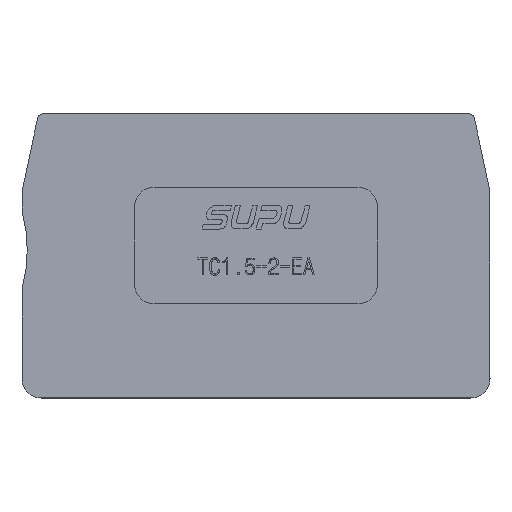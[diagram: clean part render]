
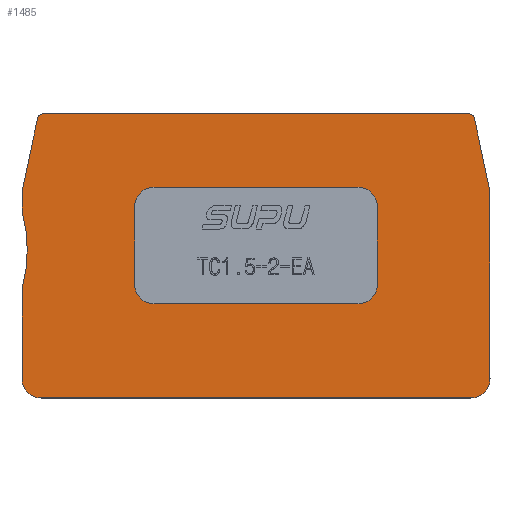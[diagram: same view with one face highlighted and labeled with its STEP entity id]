
A CAD part, top view. The second image highlights one B-rep face of the part: STEP entity #1485.
In plain terms, the highlighted planar face has unit normal (0, 0, 1).
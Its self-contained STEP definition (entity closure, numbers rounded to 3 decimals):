
#1485=ADVANCED_FACE('',(#3094,#3095),#2040,.T.);
#2040=PLANE('',#11866);
#3094=FACE_BOUND('',#3674,.T.);
#3095=FACE_BOUND('',#3675,.T.);
#3674=EDGE_LOOP('',(#6951,#6952,#6953,#6954,#6955,#6956,#6957,#6958,#6959,
#6960,#6961,#6962));
#3675=EDGE_LOOP('',(#6963,#6964,#6965,#6966,#6967,#6968,#6969,#6970));
#3711=CIRCLE('',#11321,0.5);
#3713=CIRCLE('',#11326,15.);
#3715=CIRCLE('',#11329,0.5);
#3718=CIRCLE('',#11334,2.);
#3720=CIRCLE('',#11337,2.);
#3721=CIRCLE('',#11340,2.);
#3722=CIRCLE('',#11343,2.);
#3723=CIRCLE('',#11346,2.);
#3724=CIRCLE('',#11349,2.);
#6951=ORIENTED_EDGE('',*,*,#9852,.T.);
#6952=ORIENTED_EDGE('',*,*,#8766,.F.);
#6953=ORIENTED_EDGE('',*,*,#8773,.F.);
#6954=ORIENTED_EDGE('',*,*,#8758,.F.);
#6955=ORIENTED_EDGE('',*,*,#8775,.F.);
#6956=ORIENTED_EDGE('',*,*,#8771,.F.);
#6957=ORIENTED_EDGE('',*,*,#8786,.T.);
#6958=ORIENTED_EDGE('',*,*,#8761,.F.);
#6959=ORIENTED_EDGE('',*,*,#8784,.T.);
#6960=ORIENTED_EDGE('',*,*,#8753,.F.);
#6961=ORIENTED_EDGE('',*,*,#8781,.F.);
#6962=ORIENTED_EDGE('',*,*,#8778,.F.);
#6963=ORIENTED_EDGE('',*,*,#8787,.F.);
#6964=ORIENTED_EDGE('',*,*,#8802,.F.);
#6965=ORIENTED_EDGE('',*,*,#8800,.F.);
#6966=ORIENTED_EDGE('',*,*,#8798,.F.);
#6967=ORIENTED_EDGE('',*,*,#8796,.F.);
#6968=ORIENTED_EDGE('',*,*,#8794,.F.);
#6969=ORIENTED_EDGE('',*,*,#8792,.F.);
#6970=ORIENTED_EDGE('',*,*,#8790,.F.);
#7631=VERTEX_POINT('',#16505);
#7632=VERTEX_POINT('',#16506);
#7636=VERTEX_POINT('',#16515);
#7637=VERTEX_POINT('',#16517);
#7639=VERTEX_POINT('',#16523);
#7640=VERTEX_POINT('',#16524);
#7644=VERTEX_POINT('',#16533);
#7645=VERTEX_POINT('',#16535);
#7649=VERTEX_POINT('',#16544);
#7650=VERTEX_POINT('',#16546);
#7651=VERTEX_POINT('',#16556);
#7653=VERTEX_POINT('',#16559);
#7655=VERTEX_POINT('',#16574);
#7656=VERTEX_POINT('',#16575);
#7657=VERTEX_POINT('',#16580);
#7658=VERTEX_POINT('',#16584);
#7659=VERTEX_POINT('',#16588);
#7660=VERTEX_POINT('',#16592);
#7661=VERTEX_POINT('',#16596);
#7662=VERTEX_POINT('',#16600);
#8753=EDGE_CURVE('',#7631,#7632,#9949,.T.);
#8758=EDGE_CURVE('',#7636,#7637,#9954,.T.);
#8761=EDGE_CURVE('',#7639,#7640,#9957,.T.);
#8766=EDGE_CURVE('',#7644,#7645,#3711,.T.);
#8771=EDGE_CURVE('',#7649,#7650,#9965,.T.);
#8773=EDGE_CURVE('',#7637,#7644,#9967,.T.);
#8775=EDGE_CURVE('',#7650,#7636,#3713,.T.);
#8778=EDGE_CURVE('',#7651,#7653,#3715,.T.);
#8781=EDGE_CURVE('',#7653,#7631,#9971,.T.);
#8784=EDGE_CURVE('',#7639,#7632,#3718,.T.);
#8786=EDGE_CURVE('',#7649,#7640,#3720,.T.);
#8787=EDGE_CURVE('',#7655,#7656,#9973,.T.);
#8790=EDGE_CURVE('',#7656,#7657,#3721,.T.);
#8792=EDGE_CURVE('',#7657,#7658,#9977,.T.);
#8794=EDGE_CURVE('',#7658,#7659,#3722,.T.);
#8796=EDGE_CURVE('',#7659,#7660,#9980,.T.);
#8798=EDGE_CURVE('',#7660,#7661,#3723,.T.);
#8800=EDGE_CURVE('',#7661,#7662,#9983,.T.);
#8802=EDGE_CURVE('',#7662,#7655,#3724,.T.);
#9852=EDGE_CURVE('',#7651,#7645,#10539,.T.);
#9949=LINE('',#16504,#10636);
#9954=LINE('',#16516,#10641);
#9957=LINE('',#16522,#10644);
#9965=LINE('',#16545,#10652);
#9967=LINE('',#16549,#10654);
#9971=LINE('',#16564,#10658);
#9973=LINE('',#16573,#10660);
#9977=LINE('',#16583,#10664);
#9980=LINE('',#16591,#10667);
#9983=LINE('',#16599,#10670);
#10539=LINE('',#20689,#11250);
#10636=VECTOR('',#11942,1.);
#10641=VECTOR('',#11949,1.);
#10644=VECTOR('',#11954,1.);
#10652=VECTOR('',#11970,1.);
#10654=VECTOR('',#11974,1.);
#10658=VECTOR('',#11992,1.);
#10660=VECTOR('',#12008,1.);
#10664=VECTOR('',#12018,1.);
#10667=VECTOR('',#12027,1.);
#10670=VECTOR('',#12036,1.);
#11250=VECTOR('',#13650,1.);
#11321=AXIS2_PLACEMENT_3D('',#16534,#11961,#11962);
#11326=AXIS2_PLACEMENT_3D('',#16552,#11978,#11979);
#11329=AXIS2_PLACEMENT_3D('',#16558,#11985,#11986);
#11334=AXIS2_PLACEMENT_3D('',#16568,#11998,#11999);
#11337=AXIS2_PLACEMENT_3D('',#16571,#12004,#12005);
#11340=AXIS2_PLACEMENT_3D('',#16579,#12013,#12014);
#11343=AXIS2_PLACEMENT_3D('',#16587,#12022,#12023);
#11346=AXIS2_PLACEMENT_3D('',#16595,#12031,#12032);
#11349=AXIS2_PLACEMENT_3D('',#16603,#12040,#12041);
#11866=AXIS2_PLACEMENT_3D('',#20692,#13654,#13655);
#11942=DIRECTION('',(0.,-1.,0.));
#11949=DIRECTION('',(0.,1.,0.));
#11954=DIRECTION('',(-1.,0.,0.));
#11961=DIRECTION('',(0.,0.,-1.));
#11962=DIRECTION('',(1.,0.,0.));
#11970=DIRECTION('',(0.,1.,0.));
#11974=DIRECTION('',(0.208,0.978,0.));
#11978=DIRECTION('',(0.,0.,1.));
#11979=DIRECTION('',(1.,0.,0.));
#11985=DIRECTION('',(0.,0.,-1.));
#11986=DIRECTION('',(1.,0.,0.));
#11992=DIRECTION('',(0.208,-0.978,0.));
#11998=DIRECTION('',(0.,0.,1.));
#11999=DIRECTION('',(1.,0.,0.));
#12004=DIRECTION('',(0.,0.,1.));
#12005=DIRECTION('',(1.,0.,0.));
#12008=DIRECTION('',(0.,-1.,0.));
#12013=DIRECTION('',(0.,0.,1.));
#12014=DIRECTION('',(-1.,0.,0.));
#12018=DIRECTION('',(1.,0.,0.));
#12022=DIRECTION('',(0.,0.,1.));
#12023=DIRECTION('',(-1.,0.,0.));
#12027=DIRECTION('',(0.,1.,0.));
#12031=DIRECTION('',(0.,0.,1.));
#12032=DIRECTION('',(-1.,0.,0.));
#12036=DIRECTION('',(-1.,0.,0.));
#12040=DIRECTION('',(0.,0.,1.));
#12041=DIRECTION('',(-1.,0.,0.));
#13650=DIRECTION('',(-1.,0.,0.));
#13654=DIRECTION('',(0.,0.,1.));
#13655=DIRECTION('',(1.,0.,0.));
#16504=CARTESIAN_POINT('',(24.1,-12.625,0.));
#16505=CARTESIAN_POINT('',(24.1,6.625,0.));
#16506=CARTESIAN_POINT('',(24.1,-12.625,0.));
#16515=CARTESIAN_POINT('',(-24.1,4.625,0.));
#16516=CARTESIAN_POINT('',(-24.1,-12.625,0.));
#16517=CARTESIAN_POINT('',(-24.1,6.625,0.));
#16522=CARTESIAN_POINT('',(-34.1,-14.625,0.));
#16523=CARTESIAN_POINT('',(22.1,-14.625,0.));
#16524=CARTESIAN_POINT('',(-22.1,-14.625,0.));
#16533=CARTESIAN_POINT('',(-22.484,14.229,0.));
#16534=CARTESIAN_POINT('',(-21.995,14.125,0.));
#16535=CARTESIAN_POINT('',(-21.995,14.625,0.));
#16544=CARTESIAN_POINT('',(-24.1,-12.625,0.));
#16545=CARTESIAN_POINT('',(-24.1,-12.625,0.));
#16546=CARTESIAN_POINT('',(-24.1,-3.375,0.));
#16549=CARTESIAN_POINT('',(-28.447,-13.827,0.));
#16552=CARTESIAN_POINT('',(-38.557,0.625,0.));
#16556=CARTESIAN_POINT('',(21.995,14.625,0.));
#16558=CARTESIAN_POINT('',(21.995,14.125,0.));
#16559=CARTESIAN_POINT('',(22.484,14.229,0.));
#16564=CARTESIAN_POINT('',(25.499,0.043,0.));
#16568=CARTESIAN_POINT('',(22.1,-12.625,0.));
#16571=CARTESIAN_POINT('',(-22.1,-12.625,0.));
#16573=CARTESIAN_POINT('',(-12.5,5.075,0.));
#16574=CARTESIAN_POINT('',(-12.5,5.075,0.));
#16575=CARTESIAN_POINT('',(-12.5,-2.925,0.));
#16579=CARTESIAN_POINT('',(-10.5,-2.925,0.));
#16580=CARTESIAN_POINT('',(-10.5,-4.925,0.));
#16583=CARTESIAN_POINT('',(-10.5,-4.925,0.));
#16584=CARTESIAN_POINT('',(10.5,-4.925,0.));
#16587=CARTESIAN_POINT('',(10.5,-2.925,0.));
#16588=CARTESIAN_POINT('',(12.5,-2.925,0.));
#16591=CARTESIAN_POINT('',(12.5,-2.925,0.));
#16592=CARTESIAN_POINT('',(12.5,5.075,0.));
#16595=CARTESIAN_POINT('',(10.5,5.075,0.));
#16596=CARTESIAN_POINT('',(10.5,7.075,0.));
#16599=CARTESIAN_POINT('',(10.5,7.075,0.));
#16600=CARTESIAN_POINT('',(-10.5,7.075,0.));
#16603=CARTESIAN_POINT('',(-10.5,5.075,0.));
#20689=CARTESIAN_POINT('',(-0.278,14.625,0.));
#20692=CARTESIAN_POINT('',(0.,0.,0.));
